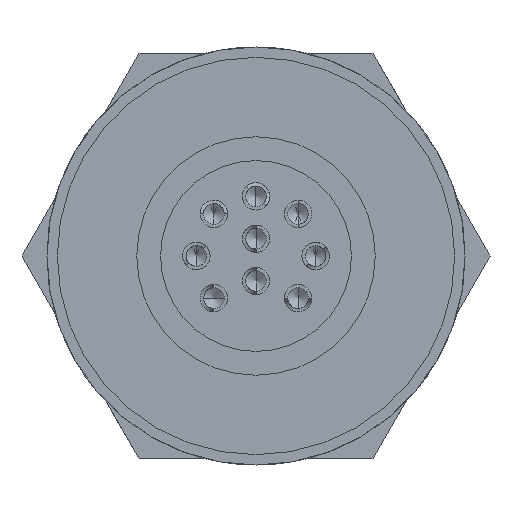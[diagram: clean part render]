
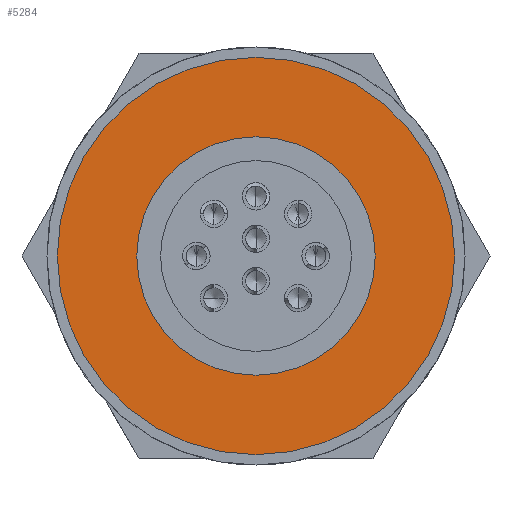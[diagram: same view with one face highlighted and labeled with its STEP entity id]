
A CAD part, left-side view. The second image highlights one B-rep face of the part: STEP entity #5284.
In plain terms, the highlighted planar face has unit normal (-1, 0, 0).
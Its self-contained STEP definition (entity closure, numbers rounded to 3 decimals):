
#199 = EDGE_CURVE ( 'NONE', #6842, #3499, #3902, .T. ) ;
#305 = ORIENTED_EDGE ( 'NONE', *, *, #2793, .F. ) ;
#330 = ORIENTED_EDGE ( 'NONE', *, *, #199, .F. ) ;
#340 = EDGE_LOOP ( 'NONE', ( #305, #330 ) ) ;
#354 = ORIENTED_EDGE ( 'NONE', *, *, #770, .F. ) ;
#371 = ORIENTED_EDGE ( 'NONE', *, *, #4607, .F. ) ;
#390 = AXIS2_PLACEMENT_3D ( 'NONE', #3432, #3415, #3408 ) ;
#515 = AXIS2_PLACEMENT_3D ( 'NONE', #843, #836, #829 ) ;
#770 = EDGE_CURVE ( 'NONE', #7017, #5375, #2663, .T. ) ;
#829 = DIRECTION ( 'NONE',  ( 0., 0., 1. ) ) ;
#836 = DIRECTION ( 'NONE',  ( -1., 0., 0. ) ) ;
#843 = CARTESIAN_POINT ( 'NONE',  ( 2., 0., 0. ) ) ;
#886 = CIRCLE ( 'NONE', #515, 7.5 ) ;
#958 = AXIS2_PLACEMENT_3D ( 'NONE', #2178, #2180, #2184 ) ;
#1275 = CARTESIAN_POINT ( 'NONE',  ( 2., 0., 0. ) ) ;
#1284 = DIRECTION ( 'NONE',  ( 1., 0., 0. ) ) ;
#1294 = DIRECTION ( 'NONE',  ( 0., 0., 1. ) ) ;
#2178 = CARTESIAN_POINT ( 'NONE',  ( 2., 0., 0. ) ) ;
#2180 = DIRECTION ( 'NONE',  ( -1., 0., 0. ) ) ;
#2184 = DIRECTION ( 'NONE',  ( 0., 0., 1. ) ) ;
#2334 = AXIS2_PLACEMENT_3D ( 'NONE', #1275, #1284, #1294 ) ;
#2405 = FACE_BOUND ( 'NONE', #3165, .T. ) ;
#2663 = CIRCLE ( 'NONE', #958, 7.5 ) ;
#2793 = EDGE_CURVE ( 'NONE', #3499, #6842, #3833, .T. ) ;
#3114 = CARTESIAN_POINT ( 'NONE',  ( 2., 0., 7.5 ) ) ;
#3165 = EDGE_LOOP ( 'NONE', ( #354, #371 ) ) ;
#3408 = DIRECTION ( 'NONE',  ( 0., 0., 1. ) ) ;
#3415 = DIRECTION ( 'NONE',  ( 1., 0., 0. ) ) ;
#3432 = CARTESIAN_POINT ( 'NONE',  ( 2., 0., 0. ) ) ;
#3499 = VERTEX_POINT ( 'NONE', #4308 ) ;
#3644 = CARTESIAN_POINT ( 'NONE',  ( 2., 0., -12.5 ) ) ;
#3833 = CIRCLE ( 'NONE', #390, 12.5 ) ;
#3902 = CIRCLE ( 'NONE', #2334, 12.5 ) ;
#4297 = CARTESIAN_POINT ( 'NONE',  ( 2., 0., -7.5 ) ) ;
#4308 = CARTESIAN_POINT ( 'NONE',  ( 2., 0., 12.5 ) ) ;
#4607 = EDGE_CURVE ( 'NONE', #5375, #7017, #886, .T. ) ;
#4882 = DIRECTION ( 'NONE',  ( 0., 0., -1. ) ) ;
#4898 = DIRECTION ( 'NONE',  ( 1., 0., 0. ) ) ;
#4922 = PLANE ( 'NONE',  #6600 ) ;
#4924 = CARTESIAN_POINT ( 'NONE',  ( 2., 0., -7.5 ) ) ;
#5284 = ADVANCED_FACE ( 'NONE', ( #5846, #2405 ), #4922, .F. ) ;
#5375 = VERTEX_POINT ( 'NONE', #4297 ) ;
#5846 = FACE_OUTER_BOUND ( 'NONE', #340, .T. ) ;
#6600 = AXIS2_PLACEMENT_3D ( 'NONE', #4924, #4898, #4882 ) ;
#6842 = VERTEX_POINT ( 'NONE', #3644 ) ;
#7017 = VERTEX_POINT ( 'NONE', #3114 ) ;
